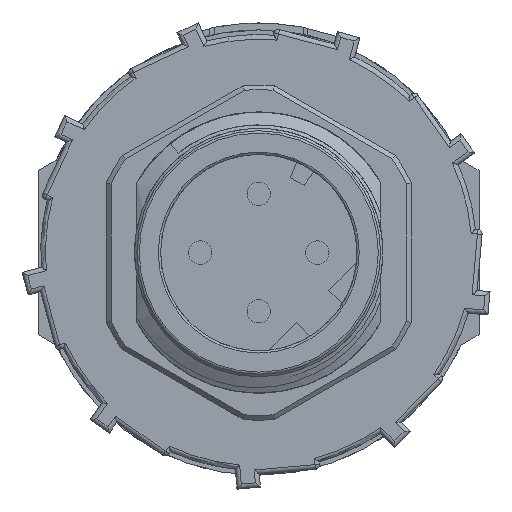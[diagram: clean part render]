
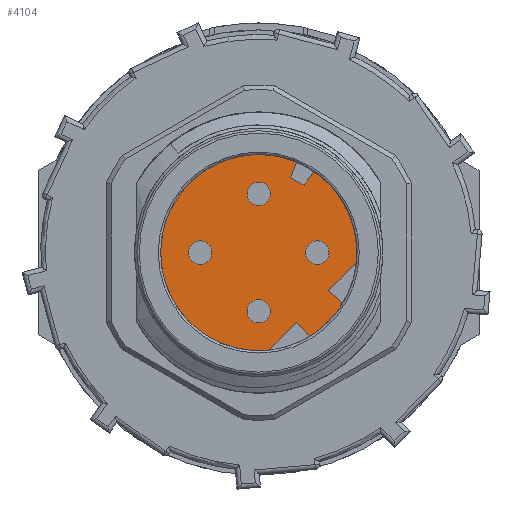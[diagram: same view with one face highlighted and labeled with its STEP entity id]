
A CAD part, front view. The second image highlights one B-rep face of the part: STEP entity #4104.
In plain terms, the highlighted face is planar.
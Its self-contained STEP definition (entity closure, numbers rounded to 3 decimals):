
#3721=FACE_BOUND('',#5209,.T.);
#3722=FACE_BOUND('',#5210,.T.);
#3723=FACE_BOUND('',#5211,.T.);
#3724=FACE_BOUND('',#5212,.T.);
#3725=FACE_BOUND('',#5213,.T.);
#3801=CIRCLE('',#11591,0.5);
#3803=CIRCLE('',#11594,0.5);
#3805=CIRCLE('',#11597,0.5);
#3808=CIRCLE('',#11605,0.5);
#3809=CIRCLE('',#11610,4.188);
#3810=CIRCLE('',#11611,4.188);
#3811=CIRCLE('',#11612,4.188);
#4104=ADVANCED_FACE('NONE',(#3721,#3722,#3723,#3724,#3725),#4575,.F.);
#4575=PLANE('',#11613);
#5209=EDGE_LOOP('',(#6243,#6244,#6245,#6246,#6247,#6248,#6249,#6250,#6251,
#6252));
#5210=EDGE_LOOP('',(#6253));
#5211=EDGE_LOOP('',(#6254));
#5212=EDGE_LOOP('',(#6255));
#5213=EDGE_LOOP('',(#6256));
#6243=ORIENTED_EDGE('',*,*,#9381,.F.);
#6244=ORIENTED_EDGE('',*,*,#9372,.F.);
#6245=ORIENTED_EDGE('',*,*,#9382,.F.);
#6246=ORIENTED_EDGE('',*,*,#9383,.F.);
#6247=ORIENTED_EDGE('',*,*,#9384,.F.);
#6248=ORIENTED_EDGE('',*,*,#9385,.F.);
#6249=ORIENTED_EDGE('',*,*,#9378,.F.);
#6250=ORIENTED_EDGE('',*,*,#9375,.F.);
#6251=ORIENTED_EDGE('',*,*,#9386,.F.);
#6252=ORIENTED_EDGE('',*,*,#9387,.F.);
#6253=ORIENTED_EDGE('',*,*,#9362,.F.);
#6254=ORIENTED_EDGE('',*,*,#9364,.F.);
#6255=ORIENTED_EDGE('',*,*,#9366,.F.);
#6256=ORIENTED_EDGE('',*,*,#9369,.F.);
#8581=VERTEX_POINT('',#14997);
#8583=VERTEX_POINT('',#15002);
#8585=VERTEX_POINT('',#15007);
#8588=VERTEX_POINT('',#15018);
#8591=VERTEX_POINT('',#15024);
#8592=VERTEX_POINT('',#15026);
#8593=VERTEX_POINT('',#15030);
#8595=VERTEX_POINT('',#15033);
#8597=VERTEX_POINT('',#15039);
#8599=VERTEX_POINT('',#15045);
#8600=VERTEX_POINT('',#15047);
#8601=VERTEX_POINT('',#15049);
#8602=VERTEX_POINT('',#15051);
#8603=VERTEX_POINT('',#15054);
#9362=EDGE_CURVE('NONE',#8581,#8581,#3801,.T.);
#9364=EDGE_CURVE('NONE',#8583,#8583,#3803,.T.);
#9366=EDGE_CURVE('NONE',#8585,#8585,#3805,.T.);
#9369=EDGE_CURVE('NONE',#8588,#8588,#3808,.T.);
#9372=EDGE_CURVE('NONE',#8591,#8592,#10465,.T.);
#9375=EDGE_CURVE('NONE',#8593,#8595,#10468,.T.);
#9378=EDGE_CURVE('NONE',#8595,#8597,#10471,.T.);
#9381=EDGE_CURVE('NONE',#8592,#8599,#10474,.T.);
#9382=EDGE_CURVE('NONE',#8600,#8591,#3809,.T.);
#9383=EDGE_CURVE('NONE',#8601,#8600,#10475,.T.);
#9384=EDGE_CURVE('NONE',#8602,#8601,#10476,.T.);
#9385=EDGE_CURVE('NONE',#8597,#8602,#3810,.T.);
#9386=EDGE_CURVE('NONE',#8603,#8593,#3811,.T.);
#9387=EDGE_CURVE('NONE',#8599,#8603,#10477,.T.);
#10465=LINE('',#15025,#11051);
#10468=LINE('',#15032,#11054);
#10471=LINE('',#15038,#11057);
#10474=LINE('',#15044,#11060);
#10475=LINE('',#15048,#11061);
#10476=LINE('',#15050,#11062);
#10477=LINE('',#15055,#11063);
#11051=VECTOR('',#12503,1.);
#11054=VECTOR('',#12508,1.);
#11057=VECTOR('',#12513,1.);
#11060=VECTOR('',#12518,1.);
#11061=VECTOR('',#12521,1.);
#11062=VECTOR('',#12522,1.);
#11063=VECTOR('',#12527,1.);
#11591=AXIS2_PLACEMENT_3D('',#14996,#12469,#12470);
#11594=AXIS2_PLACEMENT_3D('',#15001,#12475,#12476);
#11597=AXIS2_PLACEMENT_3D('',#15006,#12481,#12482);
#11605=AXIS2_PLACEMENT_3D('',#15017,#12497,#12498);
#11610=AXIS2_PLACEMENT_3D('',#15046,#12519,#12520);
#11611=AXIS2_PLACEMENT_3D('',#15052,#12523,#12524);
#11612=AXIS2_PLACEMENT_3D('',#15053,#12525,#12526);
#11613=AXIS2_PLACEMENT_3D('',#15056,#12528,#12529);
#12469=DIRECTION('',(0.,0.,1.));
#12470=DIRECTION('',(-1.,0.,0.));
#12475=DIRECTION('',(0.,0.,1.));
#12476=DIRECTION('',(-1.,0.,0.));
#12481=DIRECTION('',(0.,0.,1.));
#12482=DIRECTION('',(-1.,0.,0.));
#12497=DIRECTION('',(0.,0.,1.));
#12498=DIRECTION('',(-1.,0.,0.));
#12503=DIRECTION('',(-0.355,-0.935,0.));
#12508=DIRECTION('',(-0.707,-0.707,0.));
#12513=DIRECTION('',(0.707,-0.707,0.));
#12518=DIRECTION('',(0.879,-0.477,0.));
#12519=DIRECTION('',(0.,0.,-1.));
#12520=DIRECTION('',(-1.,0.,0.));
#12521=DIRECTION('',(-0.707,-0.707,0.));
#12522=DIRECTION('',(-0.707,0.707,0.));
#12523=DIRECTION('',(0.,0.,-1.));
#12524=DIRECTION('',(-1.,0.,0.));
#12525=DIRECTION('',(0.,0.,-1.));
#12526=DIRECTION('',(-1.,0.,0.));
#12527=DIRECTION('',(0.591,0.806,0.));
#12528=DIRECTION('',(0.,0.,-1.));
#12529=DIRECTION('',(0.,-1.,0.));
#14996=CARTESIAN_POINT('',(0.,-2.5,-8.8));
#14997=CARTESIAN_POINT('',(-0.5,-2.5,-8.8));
#15001=CARTESIAN_POINT('',(2.5,0.,-8.8));
#15002=CARTESIAN_POINT('',(2.,0.,-8.8));
#15006=CARTESIAN_POINT('',(-2.5,0.,-8.8));
#15007=CARTESIAN_POINT('',(-3.,0.,-8.8));
#15017=CARTESIAN_POINT('',(0.,2.5,-8.8));
#15018=CARTESIAN_POINT('',(-0.5,2.5,-8.8));
#15024=CARTESIAN_POINT('',(1.614,3.864,-8.8));
#15025=CARTESIAN_POINT('',(1.58,3.772,-8.8));
#15026=CARTESIAN_POINT('',(1.358,3.188,-8.8));
#15030=CARTESIAN_POINT('',(4.165,-0.431,-8.8));
#15032=CARTESIAN_POINT('',(4.165,-0.431,-8.8));
#15033=CARTESIAN_POINT('',(2.988,-1.609,-8.8));
#15038=CARTESIAN_POINT('',(2.988,-1.609,-8.8));
#15039=CARTESIAN_POINT('',(3.569,-2.19,-8.8));
#15044=CARTESIAN_POINT('',(1.435,3.147,-8.8));
#15045=CARTESIAN_POINT('',(1.934,2.876,-8.8));
#15046=CARTESIAN_POINT('',(0.,0.,-8.8));
#15047=CARTESIAN_POINT('',(0.431,-4.165,-8.8));
#15048=CARTESIAN_POINT('',(4.165,-0.431,-8.8));
#15049=CARTESIAN_POINT('',(1.609,-2.988,-8.8));
#15050=CARTESIAN_POINT('',(2.19,-3.569,-8.8));
#15051=CARTESIAN_POINT('',(2.19,-3.569,-8.8));
#15052=CARTESIAN_POINT('',(0.,0.,-8.8));
#15053=CARTESIAN_POINT('',(0.,0.,-8.8));
#15054=CARTESIAN_POINT('',(2.361,3.458,-8.8));
#15055=CARTESIAN_POINT('',(1.986,2.946,-8.8));
#15056=CARTESIAN_POINT('',(0.,0.,-8.8));
